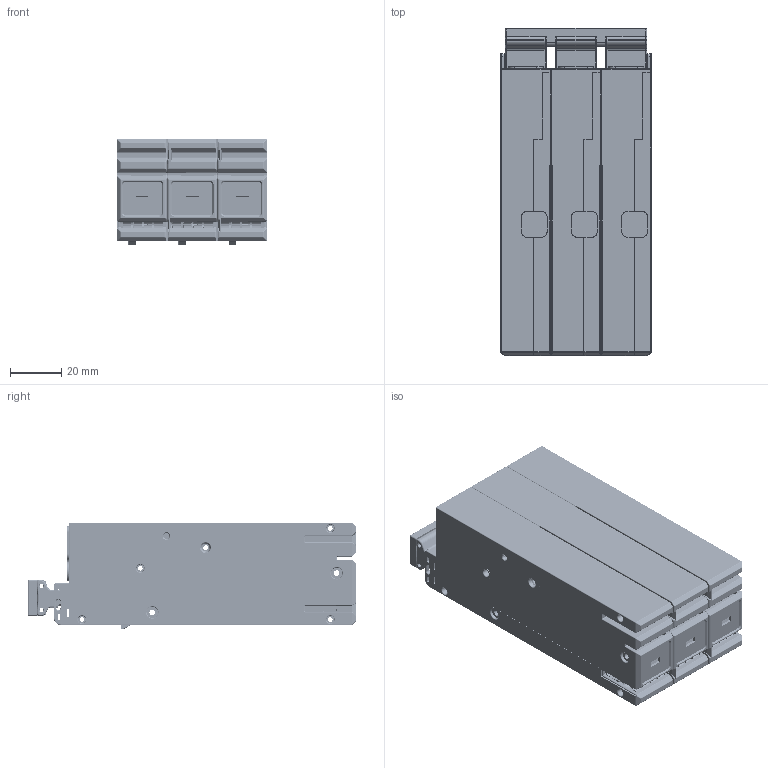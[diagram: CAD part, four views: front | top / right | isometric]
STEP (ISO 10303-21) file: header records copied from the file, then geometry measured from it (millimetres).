
FILE_DESCRIPTION((''),'2;1');
FILE_NAME('CB-63CX_3P-202404','2024-04-12T10:43:31',('chenyx'),(''),'CREO PARAMETRIC BY PTC INC, 2020044','CREO PARAMETRIC BY PTC INC, 2020044','');
FILE_SCHEMA(('CONFIG_CONTROL_DESIGN','SHAPE_APPEARANCE_LAYERS_GROUPS'));
Products named in the file (1): CB-63CX_3P-202404
Bounding box: 58.8 x 128 x 41.6 mm (x, y, z)
Volume: 4294.2 mm3; surface area: 132043.3 mm2
Topology: 13 solids, 31 shells, 6962 faces, 19624 edges, 12656 vertices
Faces by surface type: plane 4371, cylinder 1862, cone 346, torus 221, bspline 110, sphere 52
Entity records: 288864 total; most frequent: CARTESIAN_POINT 48605, ORIENTED_EDGE 38831, DIRECTION 37293, EDGE_CURVE 19549, PRESENTATION_STYLE_ASSIGNMENT 18189, STYLED_ITEM 18094, CURVE_STYLE 17302, VECTOR 13929
